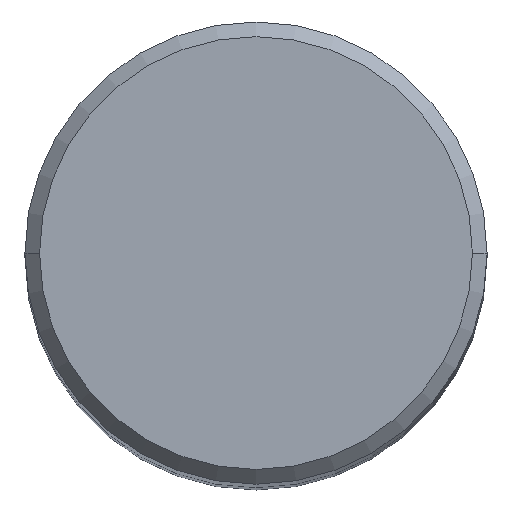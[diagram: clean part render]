
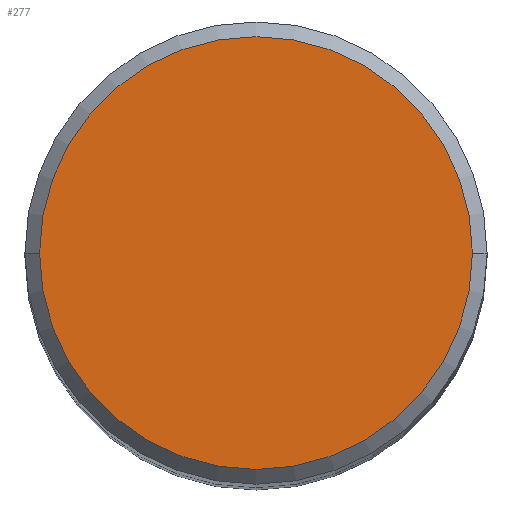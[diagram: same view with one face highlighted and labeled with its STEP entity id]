
A CAD part, top view. The second image highlights one B-rep face of the part: STEP entity #277.
In plain terms, the highlighted planar face has unit normal (0, 0, 1).
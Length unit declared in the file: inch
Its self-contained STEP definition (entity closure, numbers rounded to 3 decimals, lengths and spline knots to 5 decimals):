
#28 = EDGE_CURVE ( 'NONE', #212, #118, #106, .T. ) ;
#48 = CARTESIAN_POINT ( 'NONE',  ( -0.22122, 0., 3.54331 ) ) ;
#75 = PLANE ( 'NONE',  #133 ) ;
#77 = CARTESIAN_POINT ( 'NONE',  ( 0.22122, 0., 3.54331 ) ) ;
#80 = DIRECTION ( 'NONE',  ( 0., 0., 1. ) ) ;
#102 = FACE_OUTER_BOUND ( 'NONE', #181, .T. ) ;
#106 = CIRCLE ( 'NONE', #219, 0.22122 ) ;
#108 = EDGE_CURVE ( 'NONE', #118, #212, #139, .T. ) ;
#118 = VERTEX_POINT ( 'NONE', #77 ) ;
#133 = AXIS2_PLACEMENT_3D ( 'NONE', #168, #272, #192 ) ;
#139 = CIRCLE ( 'NONE', #291, 0.22122 ) ;
#152 = DIRECTION ( 'NONE',  ( 1., 0., 0. ) ) ;
#159 = ORIENTED_EDGE ( 'NONE', *, *, #28, .T. ) ;
#162 = ORIENTED_EDGE ( 'NONE', *, *, #108, .T. ) ;
#168 = CARTESIAN_POINT ( 'NONE',  ( 0., 0., 3.54331 ) ) ;
#177 = CARTESIAN_POINT ( 'NONE',  ( 0., 0., 3.54331 ) ) ;
#181 = EDGE_LOOP ( 'NONE', ( #159, #162 ) ) ;
#182 = CARTESIAN_POINT ( 'NONE',  ( 0., 0., 3.54331 ) ) ;
#192 = DIRECTION ( 'NONE',  ( 1., 0., 0. ) ) ;
#212 = VERTEX_POINT ( 'NONE', #48 ) ;
#219 = AXIS2_PLACEMENT_3D ( 'NONE', #177, #80, #245 ) ;
#245 = DIRECTION ( 'NONE',  ( 1., 0., 0. ) ) ;
#272 = DIRECTION ( 'NONE',  ( 0., 0., 1. ) ) ;
#277 = ADVANCED_FACE ( 'NONE', ( #102 ), #75, .T. ) ;
#288 = DIRECTION ( 'NONE',  ( 0., 0., 1. ) ) ;
#291 = AXIS2_PLACEMENT_3D ( 'NONE', #182, #288, #152 ) ;
